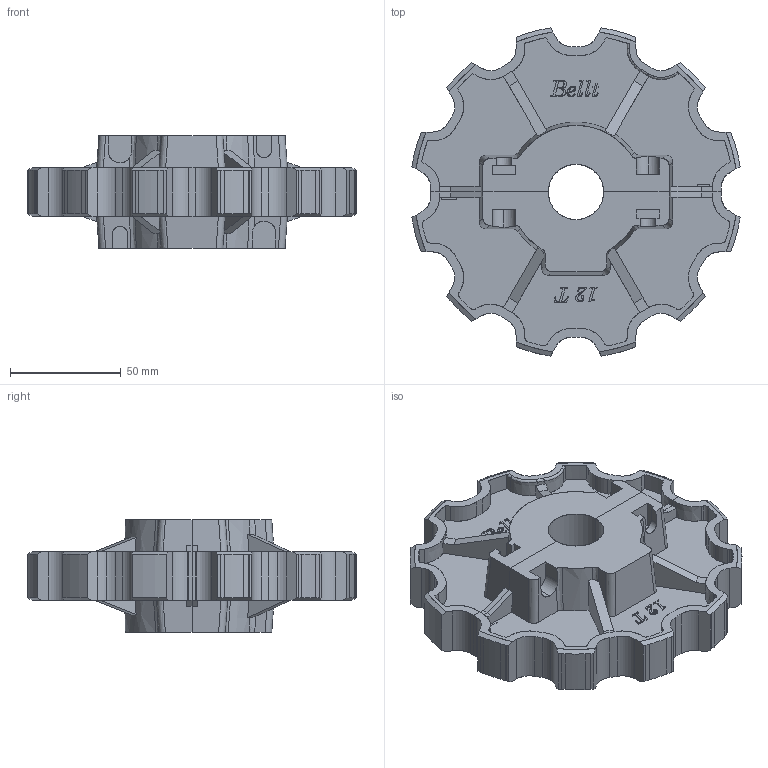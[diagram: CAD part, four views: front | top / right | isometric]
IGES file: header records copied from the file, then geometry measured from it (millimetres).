
Start section: SolidWorks IGES file using analytic representation for surfaces
Global section: file name: 01.09.013481_Roda Bipartida 882T PA6FV Z12.IGS; native system: SolidWorks 2024; preprocessor: SolidWorks 2024; author: User; date: 250924.163059; units: millimetre
Bounding box: 148.12 x 148.12 x 50.8 mm (x, y, z)
Surface area: 80457.3 mm2 (no closed solid volume)
Topology: 0 solids, 0 shells, 851 faces, 9540 edges, 9540 vertices
Faces by surface type: bspline 595, revolution 256
